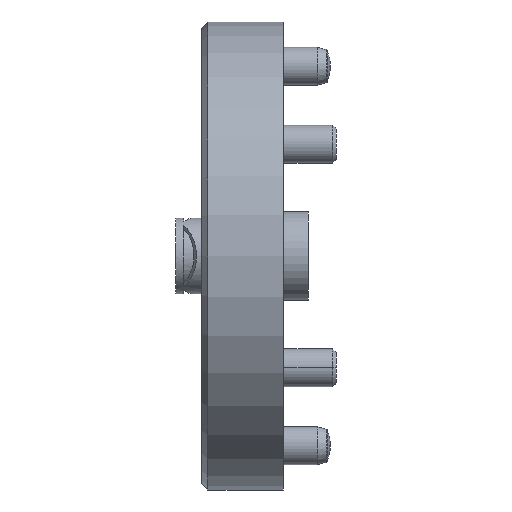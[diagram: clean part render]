
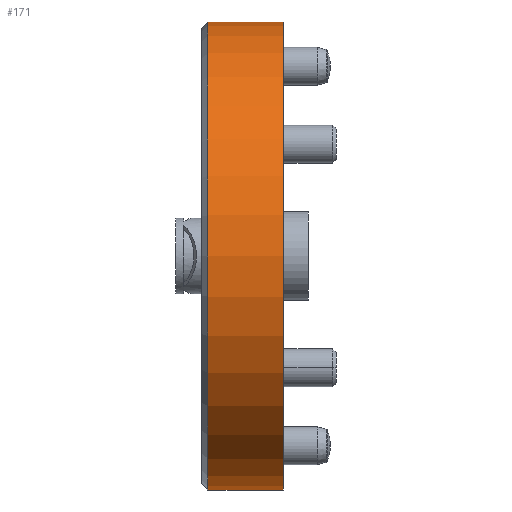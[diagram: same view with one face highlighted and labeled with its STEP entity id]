
A CAD part, left-side view. The second image highlights one B-rep face of the part: STEP entity #171.
In plain terms, the highlighted cylindrical face has radius 37 mm (diameter 74 mm), a partial arc.
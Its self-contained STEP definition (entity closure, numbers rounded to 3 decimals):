
#157 = ORIENTED_EDGE ( 'NONE', *, *, #4159, .T. ) ;
#171 = ADVANCED_FACE ( 'NONE', ( #3491 ), #2829, .T. ) ;
#280 = CARTESIAN_POINT ( 'NONE',  ( 0., 11.9, -37. ) ) ;
#360 = DIRECTION ( 'NONE',  ( 0., -1., 0. ) ) ;
#377 = CARTESIAN_POINT ( 'NONE',  ( 0., 0., 37. ) ) ;
#402 = CARTESIAN_POINT ( 'NONE',  ( 0., 0., -37. ) ) ;
#463 = EDGE_CURVE ( 'NONE', #6553, #4560, #2321, .T. ) ;
#636 = CARTESIAN_POINT ( 'NONE',  ( 0., 0., 0. ) ) ;
#763 = AXIS2_PLACEMENT_3D ( 'NONE', #4289, #1106, #4794 ) ;
#1106 = DIRECTION ( 'NONE',  ( 0., -1., 0. ) ) ;
#1247 = ORIENTED_EDGE ( 'NONE', *, *, #463, .T. ) ;
#1702 = ORIENTED_EDGE ( 'NONE', *, *, #5833, .F. ) ;
#2083 = DIRECTION ( 'NONE',  ( 0., -1., 0. ) ) ;
#2201 = DIRECTION ( 'NONE',  ( 0., -1., 0. ) ) ;
#2321 = LINE ( 'NONE', #402, #6272 ) ;
#2613 = CIRCLE ( 'NONE', #3611, 37. ) ;
#2829 = CYLINDRICAL_SURFACE ( 'NONE', #5673, 37. ) ;
#2989 = VECTOR ( 'NONE', #4824, 1000. ) ;
#3172 = VERTEX_POINT ( 'NONE', #377 ) ;
#3254 = CARTESIAN_POINT ( 'NONE',  ( 0., 0., 37. ) ) ;
#3304 = LINE ( 'NONE', #3254, #2989 ) ;
#3491 = FACE_OUTER_BOUND ( 'NONE', #3664, .T. ) ;
#3534 = CARTESIAN_POINT ( 'NONE',  ( 0., 0., 0. ) ) ;
#3611 = AXIS2_PLACEMENT_3D ( 'NONE', #3534, #360, #4077 ) ;
#3641 = CIRCLE ( 'NONE', #763, 37. ) ;
#3664 = EDGE_LOOP ( 'NONE', ( #4766, #157, #1247, #1702 ) ) ;
#4077 = DIRECTION ( 'NONE',  ( 0., 0., -1. ) ) ;
#4094 = CARTESIAN_POINT ( 'NONE',  ( 0., 11.9, 37. ) ) ;
#4159 = EDGE_CURVE ( 'NONE', #4555, #6553, #3641, .T. ) ;
#4289 = CARTESIAN_POINT ( 'NONE',  ( 0., 11.9, 0. ) ) ;
#4555 = VERTEX_POINT ( 'NONE', #4094 ) ;
#4560 = VERTEX_POINT ( 'NONE', #5120 ) ;
#4766 = ORIENTED_EDGE ( 'NONE', *, *, #4914, .F. ) ;
#4794 = DIRECTION ( 'NONE',  ( 0., 0., -1. ) ) ;
#4824 = DIRECTION ( 'NONE',  ( 0., -1., 0. ) ) ;
#4914 = EDGE_CURVE ( 'NONE', #4555, #3172, #3304, .T. ) ;
#5120 = CARTESIAN_POINT ( 'NONE',  ( 0., 0., -37. ) ) ;
#5673 = AXIS2_PLACEMENT_3D ( 'NONE', #636, #2201, #5882 ) ;
#5833 = EDGE_CURVE ( 'NONE', #3172, #4560, #2613, .T. ) ;
#5882 = DIRECTION ( 'NONE',  ( 0., 0., -1. ) ) ;
#6272 = VECTOR ( 'NONE', #2083, 1000. ) ;
#6553 = VERTEX_POINT ( 'NONE', #280 ) ;
